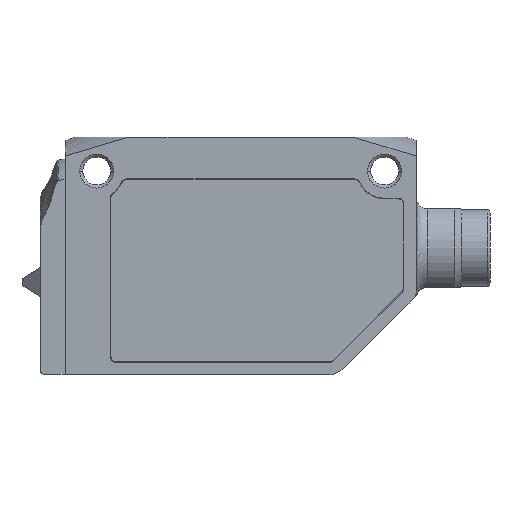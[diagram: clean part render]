
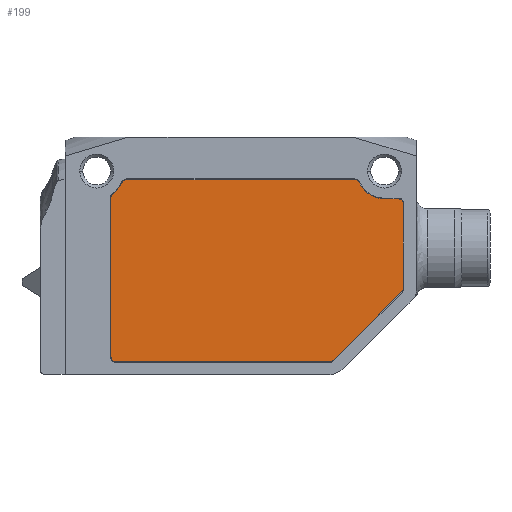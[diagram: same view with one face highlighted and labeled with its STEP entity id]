
A CAD part, left-side view. The second image highlights one B-rep face of the part: STEP entity #199.
In plain terms, the highlighted planar face has unit normal (-1, 0, 0).
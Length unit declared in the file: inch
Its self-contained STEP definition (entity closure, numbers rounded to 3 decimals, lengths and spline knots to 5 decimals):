
#10 = CARTESIAN_POINT ( 'NONE',  ( -0.25591, -0.09843, 0.1541 ) ) ;
#29 = ORIENTED_EDGE ( 'NONE', *, *, #2179, .T. ) ;
#68 = ORIENTED_EDGE ( 'NONE', *, *, #1309, .F. ) ;
#121 = DIRECTION ( 'NONE',  ( 1., 0., 0. ) ) ;
#130 = CARTESIAN_POINT ( 'NONE',  ( -0.25591, -0.09252, 0.45669 ) ) ;
#171 = DIRECTION ( 'NONE',  ( 0., 0., 1. ) ) ;
#199 = ADVANCED_FACE ( 'NONE', ( #1238 ), #1458, .F. ) ;
#204 = AXIS2_PLACEMENT_3D ( 'NONE', #3103, #3047, #2486 ) ;
#207 = ORIENTED_EDGE ( 'NONE', *, *, #1985, .F. ) ;
#249 = DIRECTION ( 'NONE',  ( 1., 0., 0. ) ) ;
#287 = CIRCLE ( 'NONE', #204, 0.01772 ) ;
#307 = DIRECTION ( 'NONE',  ( 0., 0., -1. ) ) ;
#329 = LINE ( 'NONE', #1464, #884 ) ;
#332 = LINE ( 'NONE', #130, #3282 ) ;
#419 = EDGE_CURVE ( 'NONE', #1678, #3810, #3804, .T. ) ;
#554 = ORIENTED_EDGE ( 'NONE', *, *, #3175, .T. ) ;
#589 = AXIS2_PLACEMENT_3D ( 'NONE', #2358, #2605, #1764 ) ;
#595 = AXIS2_PLACEMENT_3D ( 'NONE', #10, #3255, #307 ) ;
#626 = DIRECTION ( 'NONE',  ( 1., 0., 0. ) ) ;
#678 = DIRECTION ( 'NONE',  ( 1., 0., 0. ) ) ;
#709 = CARTESIAN_POINT ( 'NONE',  ( -0.25591, 0.90551, 0.47837 ) ) ;
#734 = EDGE_CURVE ( 'NONE', #2941, #1186, #3331, .T. ) ;
#746 = EDGE_CURVE ( 'NONE', #2920, #773, #3755, .T. ) ;
#769 = EDGE_LOOP ( 'NONE', ( #554, #3686, #2603, #839, #1468, #68, #2961, #1439, #29, #207, #1546, #1499, #2400, #1617, #1943 ) ) ;
#773 = VERTEX_POINT ( 'NONE', #3481 ) ;
#839 = ORIENTED_EDGE ( 'NONE', *, *, #2440, .F. ) ;
#863 = DIRECTION ( 'NONE',  ( 0., 0., -1. ) ) ;
#883 = CIRCLE ( 'NONE', #1156, 0.01772 ) ;
#884 = VECTOR ( 'NONE', #2970, 39.37008 ) ;
#887 = VECTOR ( 'NONE', #1339, 39.37008 ) ;
#905 = CARTESIAN_POINT ( 'NONE',  ( -0.25591, -0.09252, 0.45669 ) ) ;
#1024 = EDGE_CURVE ( 'NONE', #2828, #3429, #883, .T. ) ;
#1039 = VERTEX_POINT ( 'NONE', #1234 ) ;
#1051 = CARTESIAN_POINT ( 'NONE',  ( -0.25591, 0.8685, 0.52362 ) ) ;
#1078 = DIRECTION ( 'NONE',  ( 0., -1., 0. ) ) ;
#1096 = AXIS2_PLACEMENT_3D ( 'NONE', #3493, #1707, #2608 ) ;
#1156 = AXIS2_PLACEMENT_3D ( 'NONE', #3616, #678, #2111 ) ;
#1186 = VERTEX_POINT ( 'NONE', #1583 ) ;
#1201 = CIRCLE ( 'NONE', #3370, 0.01772 ) ;
#1234 = CARTESIAN_POINT ( 'NONE',  ( -0.25591, 0.92323, -0.0748 ) ) ;
#1238 = FACE_OUTER_BOUND ( 'NONE', #769, .T. ) ;
#1253 = CIRCLE ( 'NONE', #3278, 0.01772 ) ;
#1276 = CARTESIAN_POINT ( 'NONE',  ( -0.25591, -0.0748, 0.47441 ) ) ;
#1292 = CIRCLE ( 'NONE', #3100, 0.01772 ) ;
#1309 = EDGE_CURVE ( 'NONE', #2920, #1039, #1253, .T. ) ;
#1339 = DIRECTION ( 'NONE',  ( 0., 1., 0. ) ) ;
#1358 = CARTESIAN_POINT ( 'NONE',  ( -0.25591, 0.06025, 0.53095 ) ) ;
#1439 = ORIENTED_EDGE ( 'NONE', *, *, #2077, .F. ) ;
#1458 = PLANE ( 'NONE',  #595 ) ;
#1464 = CARTESIAN_POINT ( 'NONE',  ( -0.25591, -0.08733, 0.15136 ) ) ;
#1468 = ORIENTED_EDGE ( 'NONE', *, *, #3074, .T. ) ;
#1481 = CIRCLE ( 'NONE', #1096, 0.09646 ) ;
#1499 = ORIENTED_EDGE ( 'NONE', *, *, #2307, .F. ) ;
#1511 = AXIS2_PLACEMENT_3D ( 'NONE', #709, #121, #1608 ) ;
#1546 = ORIENTED_EDGE ( 'NONE', *, *, #2592, .T. ) ;
#1583 = CARTESIAN_POINT ( 'NONE',  ( -0.25591, -0.02756, 0.47441 ) ) ;
#1608 = DIRECTION ( 'NONE',  ( 0., 0., -1. ) ) ;
#1617 = ORIENTED_EDGE ( 'NONE', *, *, #3807, .T. ) ;
#1678 = VERTEX_POINT ( 'NONE', #1976 ) ;
#1707 = DIRECTION ( 'NONE',  ( 1., 0., 0. ) ) ;
#1753 = CARTESIAN_POINT ( 'NONE',  ( -0.25591, 0.9159, 0.49272 ) ) ;
#1764 = DIRECTION ( 'NONE',  ( 0., 0., -1. ) ) ;
#1784 = EDGE_CURVE ( 'NONE', #1678, #1801, #3704, .T. ) ;
#1801 = VERTEX_POINT ( 'NONE', #1753 ) ;
#1813 = CARTESIAN_POINT ( 'NONE',  ( -0.25591, 0.90551, -0.0748 ) ) ;
#1814 = VERTEX_POINT ( 'NONE', #2004 ) ;
#1849 = VECTOR ( 'NONE', #3265, 39.37008 ) ;
#1895 = DIRECTION ( 'NONE',  ( 0., 0., -1. ) ) ;
#1943 = ORIENTED_EDGE ( 'NONE', *, *, #1024, .F. ) ;
#1976 = CARTESIAN_POINT ( 'NONE',  ( -0.25591, 0.88463, 0.53095 ) ) ;
#1985 = EDGE_CURVE ( 'NONE', #3116, #3262, #1292, .T. ) ;
#2004 = CARTESIAN_POINT ( 'NONE',  ( -0.25591, 0.15136, -0.08733 ) ) ;
#2077 = EDGE_CURVE ( 'NONE', #1814, #773, #1201, .T. ) ;
#2111 = DIRECTION ( 'NONE',  ( 0., 0., -1. ) ) ;
#2119 = VECTOR ( 'NONE', #1078, 39.37008 ) ;
#2128 = DIRECTION ( 'NONE',  ( 0., 0., -1. ) ) ;
#2179 = EDGE_CURVE ( 'NONE', #1814, #3262, #329, .T. ) ;
#2307 = EDGE_CURVE ( 'NONE', #2941, #2789, #287, .T. ) ;
#2313 = CARTESIAN_POINT ( 'NONE',  ( -0.25591, -0.0748, 0.16389 ) ) ;
#2358 = CARTESIAN_POINT ( 'NONE',  ( -0.25591, 0.97244, 0.57087 ) ) ;
#2367 = CARTESIAN_POINT ( 'NONE',  ( -0.25591, 0.16389, -0.0748 ) ) ;
#2400 = ORIENTED_EDGE ( 'NONE', *, *, #734, .T. ) ;
#2421 = CARTESIAN_POINT ( 'NONE',  ( -0.25591, -0.08733, 0.15136 ) ) ;
#2440 = EDGE_CURVE ( 'NONE', #3128, #1801, #2529, .T. ) ;
#2486 = DIRECTION ( 'NONE',  ( 0., 0., -1. ) ) ;
#2529 = CIRCLE ( 'NONE', #1511, 0.01772 ) ;
#2592 = EDGE_CURVE ( 'NONE', #3116, #2789, #332, .T. ) ;
#2597 = CARTESIAN_POINT ( 'NONE',  ( -0.25591, 0.8685, 0.54134 ) ) ;
#2603 = ORIENTED_EDGE ( 'NONE', *, *, #1784, .T. ) ;
#2605 = DIRECTION ( 'NONE',  ( 1., 0., 0. ) ) ;
#2608 = DIRECTION ( 'NONE',  ( 0., 0., -1. ) ) ;
#2658 = CARTESIAN_POINT ( 'NONE',  ( -0.25591, 0.92323, 0.47837 ) ) ;
#2695 = DIRECTION ( 'NONE',  ( 1., 0., 0. ) ) ;
#2789 = VERTEX_POINT ( 'NONE', #905 ) ;
#2828 = VERTEX_POINT ( 'NONE', #3246 ) ;
#2888 = CARTESIAN_POINT ( 'NONE',  ( -0.25591, 0.92323, -0.0748 ) ) ;
#2920 = VERTEX_POINT ( 'NONE', #3012 ) ;
#2941 = VERTEX_POINT ( 'NONE', #1276 ) ;
#2961 = ORIENTED_EDGE ( 'NONE', *, *, #746, .T. ) ;
#2970 = DIRECTION ( 'NONE',  ( 0., -0.707, 0.707 ) ) ;
#3012 = CARTESIAN_POINT ( 'NONE',  ( -0.25591, 0.90551, -0.09252 ) ) ;
#3047 = DIRECTION ( 'NONE',  ( 1., 0., 0. ) ) ;
#3074 = EDGE_CURVE ( 'NONE', #3128, #1039, #3811, .T. ) ;
#3100 = AXIS2_PLACEMENT_3D ( 'NONE', #2313, #249, #3524 ) ;
#3101 = LINE ( 'NONE', #3293, #1849 ) ;
#3103 = CARTESIAN_POINT ( 'NONE',  ( -0.25591, -0.0748, 0.45669 ) ) ;
#3110 = CARTESIAN_POINT ( 'NONE',  ( -0.25591, -0.02756, 0.47441 ) ) ;
#3116 = VERTEX_POINT ( 'NONE', #3834 ) ;
#3128 = VERTEX_POINT ( 'NONE', #2658 ) ;
#3175 = EDGE_CURVE ( 'NONE', #2828, #3810, #3101, .T. ) ;
#3246 = CARTESIAN_POINT ( 'NONE',  ( -0.25591, 0.07638, 0.54134 ) ) ;
#3255 = DIRECTION ( 'NONE',  ( 1., 0., 0. ) ) ;
#3262 = VERTEX_POINT ( 'NONE', #2421 ) ;
#3265 = DIRECTION ( 'NONE',  ( 0., 1., 0. ) ) ;
#3278 = AXIS2_PLACEMENT_3D ( 'NONE', #1813, #2695, #2128 ) ;
#3282 = VECTOR ( 'NONE', #171, 39.37008 ) ;
#3293 = CARTESIAN_POINT ( 'NONE',  ( -0.25591, 0.8685, 0.54134 ) ) ;
#3331 = LINE ( 'NONE', #3110, #887 ) ;
#3370 = AXIS2_PLACEMENT_3D ( 'NONE', #2367, #626, #863 ) ;
#3388 = DIRECTION ( 'NONE',  ( 1., 0., 0. ) ) ;
#3407 = CARTESIAN_POINT ( 'NONE',  ( -0.25591, 0.16389, -0.09252 ) ) ;
#3429 = VERTEX_POINT ( 'NONE', #1358 ) ;
#3479 = VECTOR ( 'NONE', #3504, 39.37008 ) ;
#3481 = CARTESIAN_POINT ( 'NONE',  ( -0.25591, 0.16389, -0.09252 ) ) ;
#3491 = AXIS2_PLACEMENT_3D ( 'NONE', #1051, #3388, #1895 ) ;
#3493 = CARTESIAN_POINT ( 'NONE',  ( -0.25591, -0.02756, 0.57087 ) ) ;
#3504 = DIRECTION ( 'NONE',  ( 0., 0., -1. ) ) ;
#3524 = DIRECTION ( 'NONE',  ( 0., 0., -1. ) ) ;
#3616 = CARTESIAN_POINT ( 'NONE',  ( -0.25591, 0.07638, 0.52362 ) ) ;
#3686 = ORIENTED_EDGE ( 'NONE', *, *, #419, .F. ) ;
#3704 = CIRCLE ( 'NONE', #589, 0.09646 ) ;
#3755 = LINE ( 'NONE', #3407, #2119 ) ;
#3804 = CIRCLE ( 'NONE', #3491, 0.01772 ) ;
#3807 = EDGE_CURVE ( 'NONE', #1186, #3429, #1481, .T. ) ;
#3810 = VERTEX_POINT ( 'NONE', #2597 ) ;
#3811 = LINE ( 'NONE', #2888, #3479 ) ;
#3834 = CARTESIAN_POINT ( 'NONE',  ( -0.25591, -0.09252, 0.16389 ) ) ;
